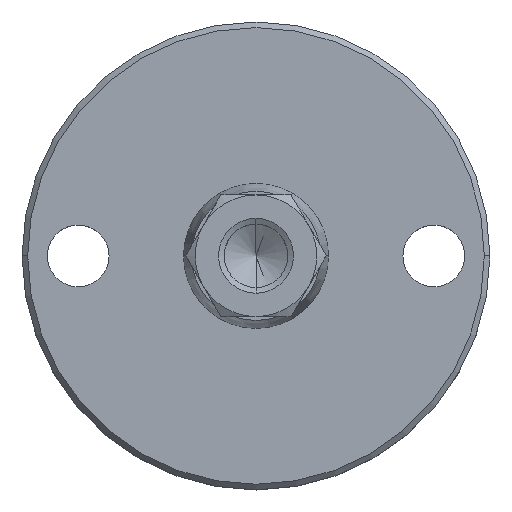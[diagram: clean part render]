
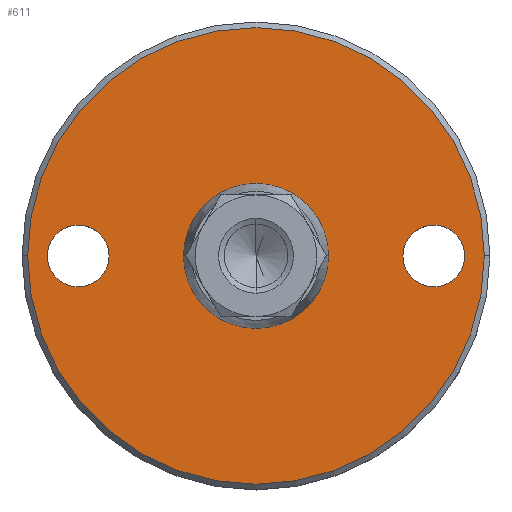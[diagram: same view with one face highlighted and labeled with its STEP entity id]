
A CAD part, top view. The second image highlights one B-rep face of the part: STEP entity #611.
In plain terms, the highlighted planar face has unit normal (0, 0, 1).
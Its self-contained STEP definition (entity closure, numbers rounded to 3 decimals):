
#233=VERTEX_POINT('',#648);
#235=VERTEX_POINT('',#650);
#275=EDGE_CURVE('',#569,#325,#692,.T.);
#297=EDGE_CURVE('',#505,#487,#718,.T.);
#325=VERTEX_POINT('',#751);
#331=VERTEX_POINT('',#757);
#387=EDGE_CURVE('',#331,#233,#824,.T.);
#429=EDGE_CURVE('',#325,#569,#870,.T.);
#433=EDGE_CURVE('',#487,#505,#874,.T.);
#455=EDGE_CURVE('',#235,#579,#900,.T.);
#487=VERTEX_POINT('',#936);
#505=VERTEX_POINT('',#955);
#531=EDGE_CURVE('',#579,#235,#987,.T.);
#557=EDGE_CURVE('',#233,#331,#1016,.T.);
#569=VERTEX_POINT('',#1030);
#579=VERTEX_POINT('',#1040);
#611=ADVANCED_FACE('',(#1075,#1076,#1077,#1078),#1079,.T.);
#648=CARTESIAN_POINT('',(-22.3,0.0,8.5));
#650=CARTESIAN_POINT('',(22.3,0.,8.5));
#692=CIRCLE('',#1191,7.75);
#718=CIRCLE('',#1242,24.4);
#751=CARTESIAN_POINT('',(-7.75,0.,8.5));
#757=CARTESIAN_POINT('',(-15.7,0.,8.5));
#824=CIRCLE('',#1432,3.3);
#870=CIRCLE('',#1502,7.75);
#874=CIRCLE('',#1517,24.4);
#900=CIRCLE('',#1569,3.3);
#936=CARTESIAN_POINT('',(-24.4,0.,8.5));
#955=CARTESIAN_POINT('',(24.4,0.,8.5));
#987=CIRCLE('',#1696,3.3);
#1016=CIRCLE('',#1733,3.3);
#1030=CARTESIAN_POINT('',(7.75,0.,8.5));
#1040=CARTESIAN_POINT('',(15.7,0.0,8.5));
#1075=FACE_BOUND('',#1854,.T.);
#1076=FACE_BOUND('',#1855,.T.);
#1077=FACE_BOUND('',#1856,.T.);
#1078=FACE_OUTER_BOUND('',#1857,.T.);
#1079=PLANE('',#1858);
#1191=AXIS2_PLACEMENT_3D('',#1923,#1924,#1925);
#1242=AXIS2_PLACEMENT_3D('',#1955,#1956,#1957);
#1432=AXIS2_PLACEMENT_3D('',#2098,#2099,#2100);
#1502=AXIS2_PLACEMENT_3D('',#2160,#2161,#2162);
#1517=AXIS2_PLACEMENT_3D('',#2163,#2164,#2165);
#1569=AXIS2_PLACEMENT_3D('',#2200,#2201,#2202);
#1696=AXIS2_PLACEMENT_3D('',#2309,#2310,#2311);
#1733=AXIS2_PLACEMENT_3D('',#2343,#2344,#2345);
#1854=EDGE_LOOP('',(#2405,#2406));
#1855=EDGE_LOOP('',(#2407,#2408));
#1856=EDGE_LOOP('',(#2409,#2410));
#1857=EDGE_LOOP('',(#2411,#2412));
#1858=AXIS2_PLACEMENT_3D('',#2413,#2414,#2415);
#1923=CARTESIAN_POINT('',(0.,0.,8.5));
#1924=DIRECTION('',(0.,0.,1.0));
#1925=DIRECTION('',(-1.0,0.,0.));
#1955=CARTESIAN_POINT('',(0.,0.,8.5));
#1956=DIRECTION('',(0.,0.,1.0));
#1957=DIRECTION('',(-1.0,0.,0.));
#2098=CARTESIAN_POINT('',(-19.0,0.,8.5));
#2099=DIRECTION('',(0.,0.,-1.0));
#2100=DIRECTION('',(1.0,0.,0.));
#2160=CARTESIAN_POINT('',(0.,0.,8.5));
#2161=DIRECTION('',(0.,0.,1.0));
#2162=DIRECTION('',(-1.0,0.,0.));
#2163=CARTESIAN_POINT('',(0.,0.,8.5));
#2164=DIRECTION('',(0.,0.,1.0));
#2165=DIRECTION('',(-1.0,0.,0.));
#2200=CARTESIAN_POINT('',(19.0,0.,8.5));
#2201=DIRECTION('',(0.,0.,-1.0));
#2202=DIRECTION('',(1.0,0.,0.));
#2309=CARTESIAN_POINT('',(19.0,0.,8.5));
#2310=DIRECTION('',(0.,0.,-1.0));
#2311=DIRECTION('',(1.0,0.,0.));
#2343=CARTESIAN_POINT('',(-19.0,0.,8.5));
#2344=DIRECTION('',(0.,0.,-1.0));
#2345=DIRECTION('',(1.0,0.,0.));
#2405=ORIENTED_EDGE('',*,*,#531,.T.);
#2406=ORIENTED_EDGE('',*,*,#455,.T.);
#2407=ORIENTED_EDGE('',*,*,#557,.T.);
#2408=ORIENTED_EDGE('',*,*,#387,.T.);
#2409=ORIENTED_EDGE('',*,*,#429,.F.);
#2410=ORIENTED_EDGE('',*,*,#275,.F.);
#2411=ORIENTED_EDGE('',*,*,#433,.T.);
#2412=ORIENTED_EDGE('',*,*,#297,.T.);
#2413=CARTESIAN_POINT('',(-16.075,0.,8.5));
#2414=DIRECTION('',(0.,0.,1.0));
#2415=DIRECTION('',(-1.0,0.,0.0));
